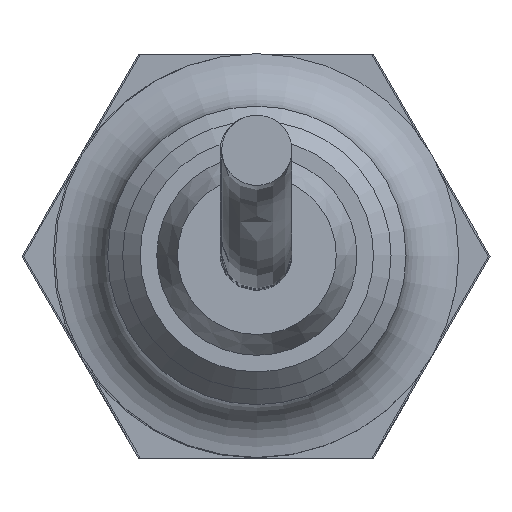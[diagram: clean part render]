
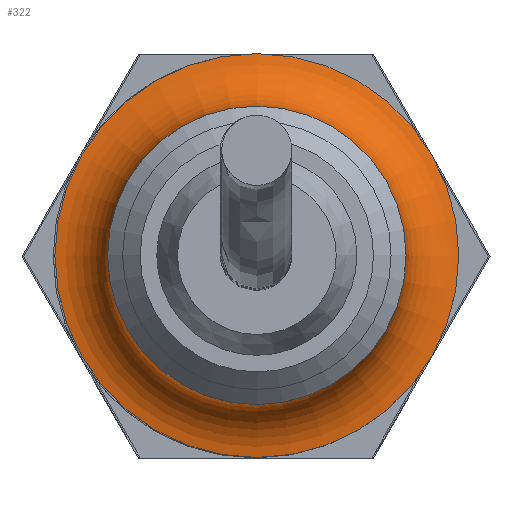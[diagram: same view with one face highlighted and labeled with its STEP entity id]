
A CAD part, top view. The second image highlights one B-rep face of the part: STEP entity #322.
In plain terms, the highlighted toroidal (fillet/blend) face has major radius 11.815 mm and minor radius 3.315 mm.
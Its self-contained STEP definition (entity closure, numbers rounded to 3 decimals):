
#322 = ADVANCED_FACE( '', ( #731, #732 ), #733, .F. );
#731 = FACE_OUTER_BOUND( '', #2138, .T. );
#732 = FACE_OUTER_BOUND( '', #2139, .T. );
#733 = TOROIDAL_SURFACE( '', #2140, 11.815, 3.315 );
#2138 = EDGE_LOOP( '', ( #3210 ) );
#2139 = EDGE_LOOP( '', ( #3211 ) );
#2140 = AXIS2_PLACEMENT_3D( '', #3212, #3213, #3214 );
#3210 = ORIENTED_EDGE( '', *, *, #3957, .T. );
#3211 = ORIENTED_EDGE( '', *, *, #3958, .F. );
#3212 = CARTESIAN_POINT( '', ( 0., 0., 10.5 ) );
#3213 = DIRECTION( '', ( 0., 0., 1. ) );
#3214 = DIRECTION( '', ( 1., 0., 0. ) );
#3957 = EDGE_CURVE( '', #4480, #4480, #4481, .T. );
#3958 = EDGE_CURVE( '', #4482, #4482, #4483, .T. );
#4480 = VERTEX_POINT( '', #5174 );
#4481 = CIRCLE( '', #5175, 11.5 );
#4482 = VERTEX_POINT( '', #5176 );
#4483 = CIRCLE( '', #5177, 8.5 );
#5174 = CARTESIAN_POINT( '', ( 11.5, 0., 7.2 ) );
#5175 = AXIS2_PLACEMENT_3D( '', #5754, #5755, #5756 );
#5176 = CARTESIAN_POINT( '', ( 8.5, 0., 10.5 ) );
#5177 = AXIS2_PLACEMENT_3D( '', #5757, #5758, #5759 );
#5754 = CARTESIAN_POINT( '', ( 0., 0., 7.2 ) );
#5755 = DIRECTION( '', ( 0., 0., 1. ) );
#5756 = DIRECTION( '', ( 1., 0., 0. ) );
#5757 = CARTESIAN_POINT( '', ( 0., 0., 10.5 ) );
#5758 = DIRECTION( '', ( 0., 0., 1. ) );
#5759 = DIRECTION( '', ( 1., 0., 0. ) );
